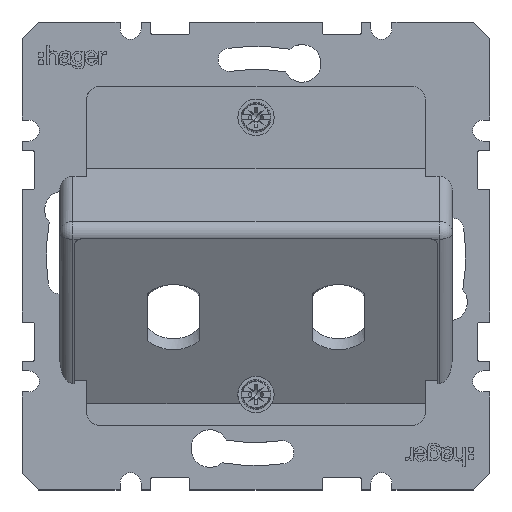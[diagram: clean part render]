
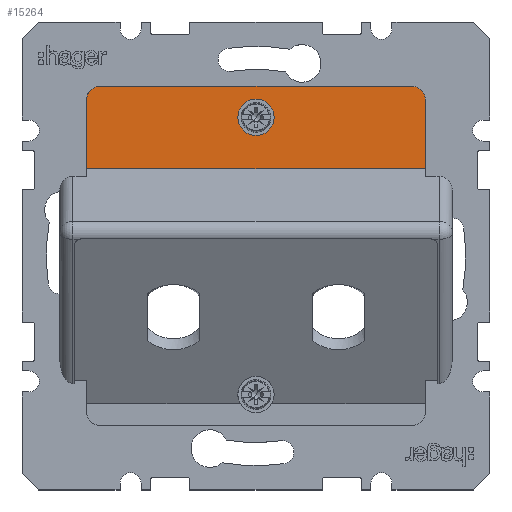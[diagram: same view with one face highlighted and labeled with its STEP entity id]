
A CAD part, top view. The second image highlights one B-rep face of the part: STEP entity #15264.
In plain terms, the highlighted face is planar.
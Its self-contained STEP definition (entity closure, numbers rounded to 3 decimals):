
#267=DIRECTION('',(0.,0.,1.));
#268=VECTOR('',#267,10.455);
#269=CARTESIAN_POINT('',(-25.669,5.1,-23.676));
#270=LINE('3536',#269,#268);
#294=DIRECTION('',(1.,0.,0.));
#295=VECTOR('',#294,51.337);
#296=CARTESIAN_POINT('',(-25.669,5.1,-13.221));
#297=LINE('3557',#296,#295);
#494=DIRECTION('',(0.,0.,-1.));
#495=VECTOR('',#494,10.455);
#496=CARTESIAN_POINT('',(25.669,5.1,-13.221));
#497=LINE('3600',#496,#495);
#536=CARTESIAN_POINT('',(-25.669,5.1,-23.676));
#537=CARTESIAN_POINT('',(-25.669,5.1,-24.199));
#538=CARTESIAN_POINT('',(-25.238,5.1,-25.238));
#539=CARTESIAN_POINT('',(-24.199,5.1,-25.669));
#540=CARTESIAN_POINT('',(-23.676,5.1,-25.669));
#542=DIRECTION('',(1.,0.,0.));
#543=VECTOR('',#542,47.353);
#544=CARTESIAN_POINT('',(-23.676,5.1,-25.669));
#545=LINE('3622',#544,#543);
#546=CARTESIAN_POINT('',(23.676,5.1,-25.669));
#547=CARTESIAN_POINT('',(24.199,5.1,-25.669));
#548=CARTESIAN_POINT('',(25.238,5.1,-25.238));
#549=CARTESIAN_POINT('',(25.669,5.1,-24.199));
#550=CARTESIAN_POINT('',(25.669,5.1,-23.676));
#552=CARTESIAN_POINT('',(0.,5.1,-21.));
#553=DIRECTION('',(0.,1.,0.));
#554=DIRECTION('',(0.,0.,-1.));
#555=AXIS2_PLACEMENT_3D('',#552,#553,#554);
#557=CARTESIAN_POINT('',(0.,5.1,-21.));
#558=DIRECTION('',(0.,1.,0.));
#559=DIRECTION('',(0.,0.,1.));
#560=AXIS2_PLACEMENT_3D('',#557,#558,#559);
#11252=CARTESIAN_POINT('',(-25.669,5.1,-23.676));
#11254=VERTEX_POINT('',#11252);
#11257=CARTESIAN_POINT('',(-23.676,5.1,-25.669));
#11258=VERTEX_POINT('',#11257);
#11265=CARTESIAN_POINT('',(-25.669,5.1,-13.221));
#11266=VERTEX_POINT('',#11265);
#11299=CARTESIAN_POINT('',(25.669,5.1,-13.221));
#11300=VERTEX_POINT('',#11299);
#11349=CARTESIAN_POINT('',(25.669,5.1,-23.676));
#11350=VERTEX_POINT('',#11349);
#11377=CARTESIAN_POINT('',(23.676,5.1,-25.669));
#11378=VERTEX_POINT('',#11377);
#11379=CARTESIAN_POINT('',(0.,5.1,-23.75));
#11380=CARTESIAN_POINT('',(0.,5.1,-18.25));
#11381=VERTEX_POINT('',#11379);
#11382=VERTEX_POINT('',#11380);
#15245=CARTESIAN_POINT('',(0.,5.1,0.));
#15246=DIRECTION('',(0.,-1.,0.));
#15247=DIRECTION('',(-1.,0.,0.));
#15248=AXIS2_PLACEMENT_3D('',#15245,#15246,#15247);
#15249=PLANE('4035',#15248);
#15250=ORIENTED_EDGE('3536',*,*,#14730,.F.);
#15251=ORIENTED_EDGE('3532',*,*,#14706,.T.);
#15252=ORIENTED_EDGE('3622',*,*,#15206,.T.);
#15253=ORIENTED_EDGE('3623',*,*,#15233,.T.);
#15254=ORIENTED_EDGE('3600',*,*,#15117,.F.);
#15255=ORIENTED_EDGE('3557',*,*,#14791,.F.);
#15256=EDGE_LOOP('4035',(#15250,#15251,#15252,#15253,#15254,#15255));
#15257=FACE_OUTER_BOUND('4035',#15256,.F.);
#15259=ORIENTED_EDGE('3624',*,*,#15258,.T.);
#15261=ORIENTED_EDGE('3625',*,*,#15260,.T.);
#15262=EDGE_LOOP('4035',(#15259,#15261));
#15263=FACE_BOUND('4035',#15262,.F.);
#15264=ADVANCED_FACE('4035',(#15257,#15263),#15249,.F.);
#541=B_SPLINE_CURVE_WITH_KNOTS('3532',3,(#536,#537,#538,#539,#540),
.UNSPECIFIED.,.F.,.F.,(4,1,4),(0.,0.5,1.),.UNSPECIFIED.);
#551=B_SPLINE_CURVE_WITH_KNOTS('3623',3,(#546,#547,#548,#549,#550),
.UNSPECIFIED.,.F.,.F.,(4,1,4),(0.,0.5,1.),.UNSPECIFIED.);
#556=CIRCLE('3624',#555,2.75);
#561=CIRCLE('3625',#560,2.75);
#14706=EDGE_CURVE('3532',#11254,#11258,#541,.T.);
#14730=EDGE_CURVE('3536',#11254,#11266,#270,.T.);
#14791=EDGE_CURVE('3557',#11266,#11300,#297,.T.);
#15117=EDGE_CURVE('3600',#11300,#11350,#497,.T.);
#15206=EDGE_CURVE('3622',#11258,#11378,#545,.T.);
#15233=EDGE_CURVE('3623',#11378,#11350,#551,.T.);
#15258=EDGE_CURVE('3624',#11381,#11382,#556,.T.);
#15260=EDGE_CURVE('3625',#11382,#11381,#561,.T.);
